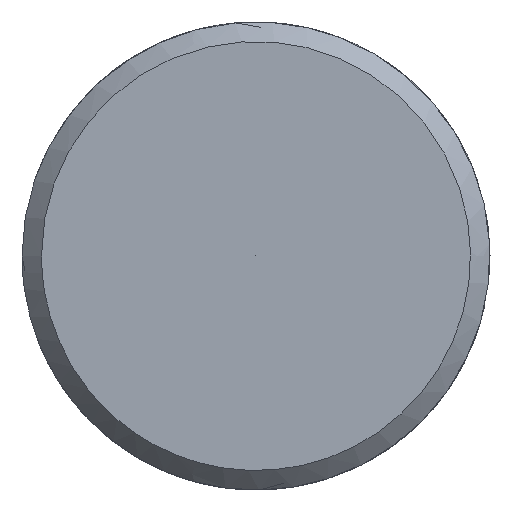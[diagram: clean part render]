
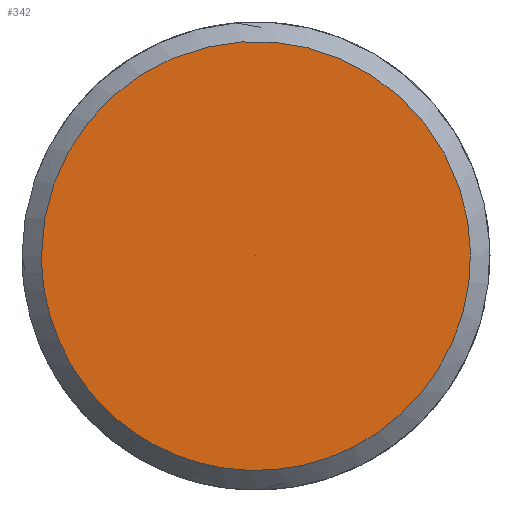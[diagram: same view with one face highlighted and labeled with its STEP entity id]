
A CAD part, left-side view. The second image highlights one B-rep face of the part: STEP entity #342.
In plain terms, the highlighted free-form (B-spline) face has degree [5, 3] with [6, 4] control points.
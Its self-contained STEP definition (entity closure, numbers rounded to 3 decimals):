
#256 = CARTESIAN_POINT ('', (-90., 2.75, 0.));
#257 = VERTEX_POINT ('', #256);
#267 = CARTESIAN_POINT ('', (-90., 2.75, 0.));
#268 = CARTESIAN_POINT ('', (-90., 2.75, 11.));
#269 = CARTESIAN_POINT ('', (-90., -8.25, 5.5));
#270 = CARTESIAN_POINT ('', (-90., -8.25, -5.5));
#271 = CARTESIAN_POINT ('', (-90., 2.75, -11.));
#272 = CARTESIAN_POINT ('', (-90., 2.75, 0.));
#273 = (
   BOUNDED_CURVE ()
   B_SPLINE_CURVE (5, (#267, #268, #269, #270, #271, #272), .UNSPECIFIED., .T., .U.)
   B_SPLINE_CURVE_WITH_KNOTS ((6, 6), (0., 1.), .UNSPECIFIED.)
   CURVE ()
   GEOMETRIC_REPRESENTATION_ITEM ()
   RATIONAL_B_SPLINE_CURVE ((5., 1., 1., 1., 1., 5.))
   REPRESENTATION_ITEM ('')
);
#274 = EDGE_CURVE ('', #257, #257, #273, .T.);
#304 = CARTESIAN_POINT ('', (-90., 0., 0.));
#305 = VERTEX_POINT ('', #304);
#306 = CARTESIAN_POINT ('', (-90., 2.75, 0.));
#307 = CARTESIAN_POINT ('', (-90., 1.833, 0.));
#308 = CARTESIAN_POINT ('', (-90., 0.917, 0.));
#309 = CARTESIAN_POINT ('', (-90., 0., 0.));
#310 = B_SPLINE_CURVE_WITH_KNOTS ('', 3, (#306, #307, #308, #309), .UNSPECIFIED., .F., .U., (4, 4), (0., 1.), .UNSPECIFIED.);
#311 = EDGE_CURVE ('', #257, #305, #310, .T.);
#312 = ORIENTED_EDGE ('', *, *, #311, .F.);
#313 = ORIENTED_EDGE ('', *, *, #274, .T.);
#314 = ORIENTED_EDGE ('', *, *, #311, .T.);
#315 = EDGE_LOOP ('', (#312, #313, #314));
#316 = FACE_OUTER_BOUND ('', #315, .F.);
#317 = CARTESIAN_POINT ('', (-90., 2.75, 0.));
#318 = CARTESIAN_POINT ('', (-90., 1.833, 0.));
#319 = CARTESIAN_POINT ('', (-90., 0.917, 0.));
#320 = CARTESIAN_POINT ('', (-90., 0., 0.));
#321 = CARTESIAN_POINT ('', (-90., 2.75, 11.));
#322 = CARTESIAN_POINT ('', (-90., 1.833, 7.333));
#323 = CARTESIAN_POINT ('', (-90., 0.917, 3.667));
#324 = CARTESIAN_POINT ('', (-90., 0., 0.));
#325 = CARTESIAN_POINT ('', (-90., -8.25, 5.5));
#326 = CARTESIAN_POINT ('', (-90., -5.5, 3.667));
#327 = CARTESIAN_POINT ('', (-90., -2.75, 1.833));
#328 = CARTESIAN_POINT ('', (-90., 0., 0.));
#329 = CARTESIAN_POINT ('', (-90., -8.25, -5.5));
#330 = CARTESIAN_POINT ('', (-90., -5.5, -3.667));
#331 = CARTESIAN_POINT ('', (-90., -2.75, -1.833));
#332 = CARTESIAN_POINT ('', (-90., 0., 0.));
#333 = CARTESIAN_POINT ('', (-90., 2.75, -11.));
#334 = CARTESIAN_POINT ('', (-90., 1.833, -7.333));
#335 = CARTESIAN_POINT ('', (-90., 0.917, -3.667));
#336 = CARTESIAN_POINT ('', (-90., 0., 0.));
#337 = CARTESIAN_POINT ('', (-90., 2.75, 0.));
#338 = CARTESIAN_POINT ('', (-90., 1.833, 0.));
#339 = CARTESIAN_POINT ('', (-90., 0.917, 0.));
#340 = CARTESIAN_POINT ('', (-90., 0., 0.));
#341 = (
   BOUNDED_SURFACE ()
   B_SPLINE_SURFACE (5, 3, ((#317, #318, #319, #320), (#321, #322, #323, #324), (#325, #326, #327, #328), (#329, #330, #331, #332), (#333, #334, #335, #336), (#337, #338, #339, #340)), .UNSPECIFIED., .T., .F., .U.)
   B_SPLINE_SURFACE_WITH_KNOTS ((6, 6), (4, 4), (0., 1.), (0., 1.), .UNSPECIFIED.)
   SURFACE ()
   GEOMETRIC_REPRESENTATION_ITEM ()
   RATIONAL_B_SPLINE_SURFACE (((5., 5., 5., 5.), (1., 1., 1., 1.), (1., 1., 1., 1.), (1., 1., 1., 1.), (1., 1., 1., 1.), (5., 5., 5., 5.)))
   REPRESENTATION_ITEM ('')
);
#342 = ADVANCED_FACE ('', (#316), #341, .F.);
